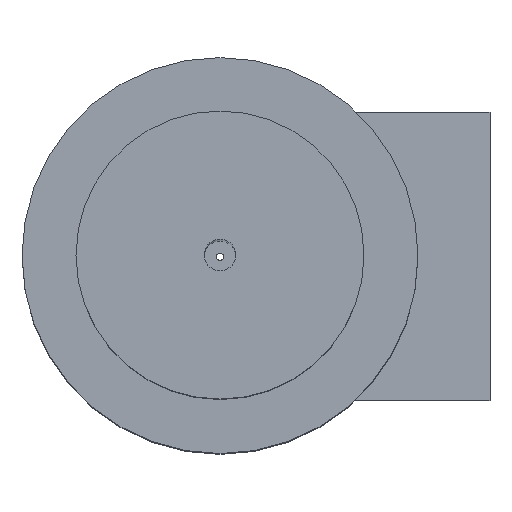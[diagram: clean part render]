
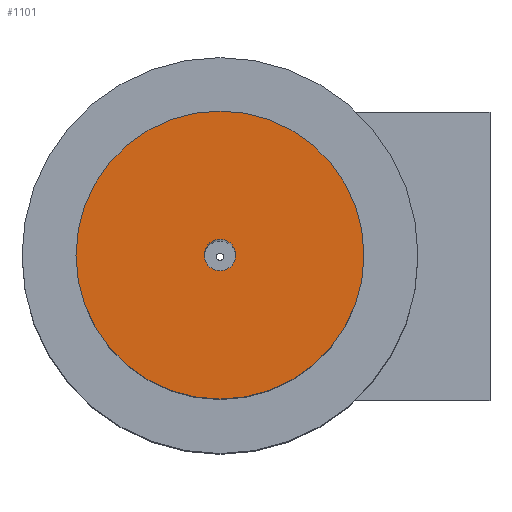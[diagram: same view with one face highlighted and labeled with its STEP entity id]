
A CAD part, top view. The second image highlights one B-rep face of the part: STEP entity #1101.
In plain terms, the highlighted planar face has unit normal (0, 0, 1).
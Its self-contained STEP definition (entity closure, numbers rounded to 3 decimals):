
#47=FACE_BOUND('',#289,.T.);
#96=PLANE('',#1257);
#176=FACE_OUTER_BOUND('',#288,.T.);
#288=EDGE_LOOP('',(#989));
#289=EDGE_LOOP('',(#990));
#442=CIRCLE('',#1146,0.875);
#497=CIRCLE('',#1255,8.);
#530=VERTEX_POINT('',#1724);
#585=VERTEX_POINT('',#1916);
#637=EDGE_CURVE('',#530,#530,#442,.T.);
#720=EDGE_CURVE('',#585,#585,#497,.T.);
#989=ORIENTED_EDGE('',*,*,#720,.F.);
#990=ORIENTED_EDGE('',*,*,#637,.T.);
#1101=ADVANCED_FACE('',(#176,#47),#96,.F.);
#1146=AXIS2_PLACEMENT_3D('',#1726,#1365,#1366);
#1255=AXIS2_PLACEMENT_3D('',#1918,#1611,#1612);
#1257=AXIS2_PLACEMENT_3D('',#1920,#1615,#1616);
#1365=DIRECTION('center_axis',(0.,0.,-1.));
#1366=DIRECTION('ref_axis',(1.,0.,0.));
#1611=DIRECTION('center_axis',(0.,0.,-1.));
#1612=DIRECTION('ref_axis',(-1.,0.,0.));
#1615=DIRECTION('center_axis',(0.,0.,-1.));
#1616=DIRECTION('ref_axis',(-1.,0.,0.));
#1724=CARTESIAN_POINT('',(-0.875,0.,61.));
#1726=CARTESIAN_POINT('Origin',(0.,0.,61.));
#1916=CARTESIAN_POINT('',(8.,0.,61.));
#1918=CARTESIAN_POINT('Origin',(0.,0.,61.));
#1920=CARTESIAN_POINT('Origin',(0.,0.,61.));
